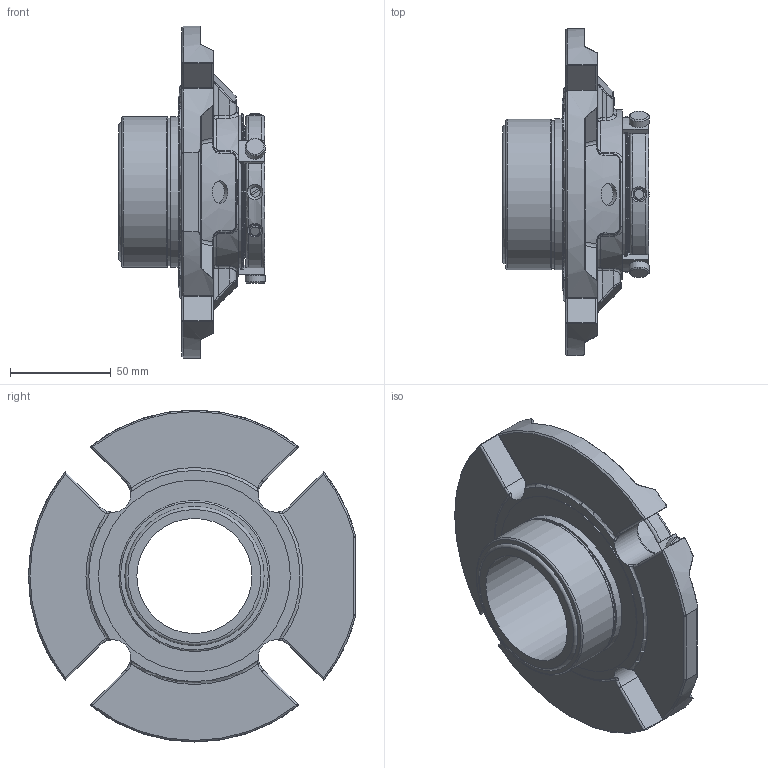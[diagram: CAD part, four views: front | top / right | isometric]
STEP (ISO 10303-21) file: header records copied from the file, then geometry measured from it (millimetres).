
FILE_DESCRIPTION(/* description */ ('Unknown'),/* implementation_level */ '2;1');
FILE_NAME(/* name */ '2.250',/* time_stamp */ '2023-02-14T16:39:03+00:00',/* author */ ('Unknown'),/* organization */ ('Unknown'),/* preprocessor_version */ 'ST-DEVELOPER v16.7',/* originating_system */ 'Solid Edge',/* authorisation */ 'Unknown');
FILE_SCHEMA (('AUTOMOTIVE_DESIGN {1 0 10303 214 3 1 1}'));
Length unit declared in the file: millimetre
Products named in the file (1): 2.250
Bounding box: 72.74 x 162.42 x 164.85 mm (x, y, z)
Volume: 370104.2 mm3; surface area: 75113.9 mm2
Topology: 1 solids, 1 shells, 630 faces, 1642 edges, 1031 vertices
Faces by surface type: plane 215, cylinder 161, bspline 107, torus 84, sphere 32, cone 31
Full cylindrical faces by diameter (mm): 3.761 x1, 5 x2, 6 x6, 10 x3, 10.998 x3, 57.15 x1, 60.3 x1, 65.659 x1, 69.088 x1, 73.127 x1, 74.879 x1, 74.93 x1, 76.149 x1, 77.673 x1, 95.25 x1
Entity records: 26652 total; most frequent: CARTESIAN_POINT 8024, ORIENTED_EDGE 3110, DIRECTION 2699, EDGE_CURVE 1555, AXIS2_PLACEMENT_3D 1078, VERTEX_POINT 996, EDGE_LOOP 737, FACE_BOUND 737
